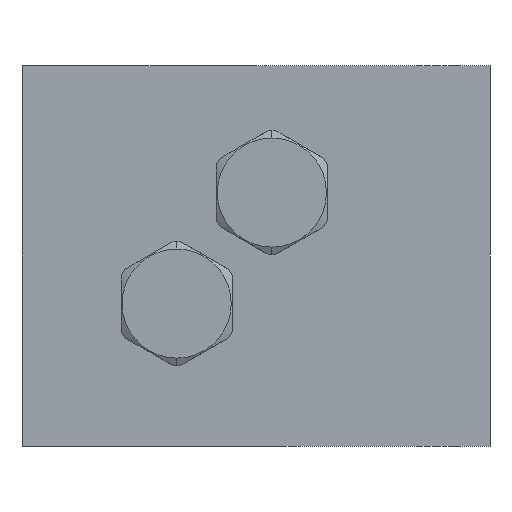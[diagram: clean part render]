
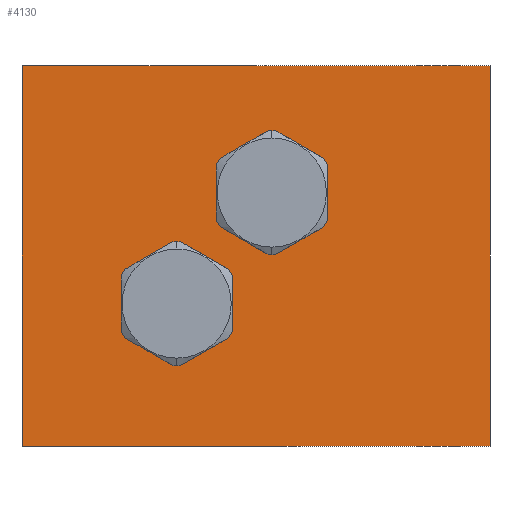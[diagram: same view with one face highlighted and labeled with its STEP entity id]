
A CAD part, left-side view. The second image highlights one B-rep face of the part: STEP entity #4130.
In plain terms, the highlighted planar face has unit normal (-1, 0, 0).
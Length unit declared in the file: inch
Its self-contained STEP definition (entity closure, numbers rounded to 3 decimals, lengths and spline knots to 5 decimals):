
#1=DIRECTION('',(0.,-1.,0.));
#2=VECTOR('',#1,3.688);
#3=CARTESIAN_POINT('',(0.,0.,0.));
#4=LINE('',#3,#2);
#47=DIRECTION('',(0.,0.,1.));
#48=VECTOR('',#47,3.);
#49=CARTESIAN_POINT('',(0.,0.,0.));
#50=LINE('',#49,#48);
#51=CARTESIAN_POINT('',(0.,-1.969,2.));
#52=DIRECTION('',(1.,0.,0.));
#53=DIRECTION('',(0.,0.,-1.));
#54=AXIS2_PLACEMENT_3D('',#51,#52,#53);
#56=CARTESIAN_POINT('',(0.,-1.969,2.));
#57=DIRECTION('',(1.,0.,0.));
#58=DIRECTION('',(0.,0.,1.));
#59=AXIS2_PLACEMENT_3D('',#56,#57,#58);
#61=CARTESIAN_POINT('',(0.,-1.219,1.125));
#62=DIRECTION('',(1.,0.,0.));
#63=DIRECTION('',(0.,0.,-1.));
#64=AXIS2_PLACEMENT_3D('',#61,#62,#63);
#66=CARTESIAN_POINT('',(0.,-1.219,1.125));
#67=DIRECTION('',(1.,0.,0.));
#68=DIRECTION('',(0.,0.,1.));
#69=AXIS2_PLACEMENT_3D('',#66,#67,#68);
#129=DIRECTION('',(0.,0.,1.));
#130=VECTOR('',#129,3.);
#131=CARTESIAN_POINT('',(0.,-3.688,0.));
#132=LINE('',#131,#130);
#153=DIRECTION('',(0.,-1.,0.));
#154=VECTOR('',#153,3.688);
#155=CARTESIAN_POINT('',(0.,0.,3.));
#156=LINE('',#155,#154);
#3551=CARTESIAN_POINT('',(0.,0.,0.));
#3552=CARTESIAN_POINT('',(0.,-3.688,0.));
#3553=VERTEX_POINT('',#3551);
#3554=VERTEX_POINT('',#3552);
#3559=CARTESIAN_POINT('',(0.,0.,3.));
#3560=CARTESIAN_POINT('',(0.,-3.688,3.));
#3561=VERTEX_POINT('',#3559);
#3562=VERTEX_POINT('',#3560);
#3843=CARTESIAN_POINT('',(0.,-1.969,2.4305));
#3844=VERTEX_POINT('',#3843);
#3849=CARTESIAN_POINT('',(0.,-1.969,1.5695));
#3850=VERTEX_POINT('',#3849);
#3899=CARTESIAN_POINT('',(0.,-1.219,1.5555));
#3900=VERTEX_POINT('',#3899);
#3905=CARTESIAN_POINT('',(0.,-1.219,0.6945));
#3906=VERTEX_POINT('',#3905);
#4104=CARTESIAN_POINT('',(0.,0.,0.));
#4105=DIRECTION('',(-1.,0.,0.));
#4106=DIRECTION('',(0.,-1.,0.));
#4107=AXIS2_PLACEMENT_3D('',#4104,#4105,#4106);
#4108=PLANE('',#4107);
#4109=ORIENTED_EDGE('',*,*,#4075,.F.);
#4111=ORIENTED_EDGE('',*,*,#4110,.T.);
#4113=ORIENTED_EDGE('',*,*,#4112,.T.);
#4115=ORIENTED_EDGE('',*,*,#4114,.F.);
#4116=EDGE_LOOP('',(#4109,#4111,#4113,#4115));
#4117=FACE_OUTER_BOUND('',#4116,.F.);
#4119=ORIENTED_EDGE('',*,*,#4118,.F.);
#4121=ORIENTED_EDGE('',*,*,#4120,.F.);
#4122=EDGE_LOOP('',(#4119,#4121));
#4123=FACE_BOUND('',#4122,.F.);
#4125=ORIENTED_EDGE('',*,*,#4124,.F.);
#4127=ORIENTED_EDGE('',*,*,#4126,.F.);
#4128=EDGE_LOOP('',(#4125,#4127));
#4129=FACE_BOUND('',#4128,.F.);
#4130=ADVANCED_FACE('',(#4117,#4123,#4129),#4108,.T.);
#55=CIRCLE('',#54,0.4305);
#60=CIRCLE('',#59,0.4305);
#65=CIRCLE('',#64,0.4305);
#70=CIRCLE('',#69,0.4305);
#4075=EDGE_CURVE('',#3553,#3554,#4,.T.);
#4110=EDGE_CURVE('',#3553,#3561,#50,.T.);
#4112=EDGE_CURVE('',#3561,#3562,#156,.T.);
#4114=EDGE_CURVE('',#3554,#3562,#132,.T.);
#4118=EDGE_CURVE('',#3850,#3844,#55,.T.);
#4120=EDGE_CURVE('',#3844,#3850,#60,.T.);
#4124=EDGE_CURVE('',#3906,#3900,#65,.T.);
#4126=EDGE_CURVE('',#3900,#3906,#70,.T.);
